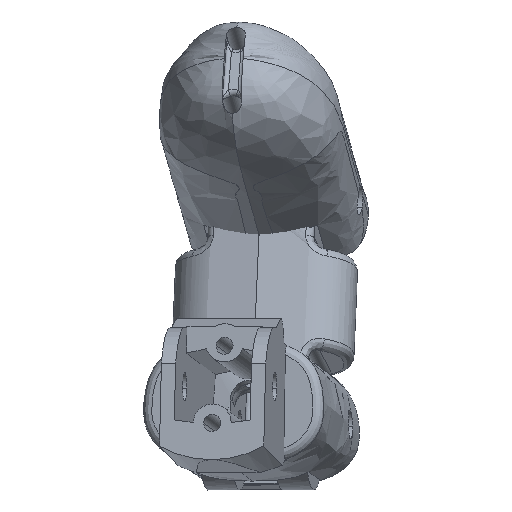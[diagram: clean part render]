
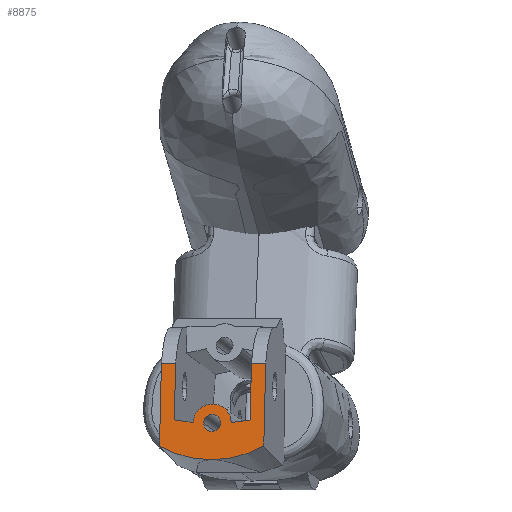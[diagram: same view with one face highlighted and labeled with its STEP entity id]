
A CAD part, top view. The second image highlights one B-rep face of the part: STEP entity #8875.
In plain terms, the highlighted face is planar.
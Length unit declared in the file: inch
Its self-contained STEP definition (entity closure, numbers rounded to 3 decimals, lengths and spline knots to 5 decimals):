
#87 = ORIENTED_EDGE ( 'NONE', *, *, #3380, .T. ) ;
#573 = DIRECTION ( 'NONE',  ( 1., 0., 0. ) ) ;
#686 = EDGE_CURVE ( 'NONE', #2384, #7609, #1152, .T. ) ;
#762 = EDGE_CURVE ( 'NONE', #6658, #8000, #5866, .T. ) ;
#970 = EDGE_CURVE ( 'NONE', #6536, #11296, #10611, .T. ) ;
#1115 = CARTESIAN_POINT ( 'NONE',  ( -2.65804, 1.0206, 1.32137 ) ) ;
#1152 = LINE ( 'NONE', #7769, #11242 ) ;
#1299 = EDGE_CURVE ( 'NONE', #2170, #8548, #8307, .T. ) ;
#1315 = ORIENTED_EDGE ( 'NONE', *, *, #1299, .F. ) ;
#1341 = LINE ( 'NONE', #7656, #2007 ) ;
#1403 = CARTESIAN_POINT ( 'NONE',  ( -2.91001, 1.26906, 1.33222 ) ) ;
#1700 = CARTESIAN_POINT ( 'NONE',  ( -2.9533, 1.26728, 1.33214 ) ) ;
#1751 = CARTESIAN_POINT ( 'NONE',  ( -2.65804, 1.36494, 1.3364 ) ) ;
#1755 = CARTESIAN_POINT ( 'NONE',  ( -2.7171, 1.0206, 1.32137 ) ) ;
#1939 = CARTESIAN_POINT ( 'NONE',  ( -3.00617, 1.26253, 1.33193 ) ) ;
#1997 = ORIENTED_EDGE ( 'NONE', *, *, #5052, .F. ) ;
#2007 = VECTOR ( 'NONE', #573, 39.37008 ) ;
#2170 = VERTEX_POINT ( 'NONE', #1755 ) ;
#2271 = DIRECTION ( 'NONE',  ( 0., 0.999, 0.044 ) ) ;
#2318 = ORIENTED_EDGE ( 'NONE', *, *, #2634, .T. ) ;
#2374 = EDGE_LOOP ( 'NONE', ( #3075, #2318, #4957, #1315, #10506, #12807, #7224, #8201, #5671, #87, #3026 ) ) ;
#2384 = VERTEX_POINT ( 'NONE', #11294 ) ;
#2519 = VERTEX_POINT ( 'NONE', #5113 ) ;
#2634 = EDGE_CURVE ( 'NONE', #11296, #9733, #4142, .T. ) ;
#2649 = CARTESIAN_POINT ( 'NONE',  ( -2.79586, 1.26727, 1.33214 ) ) ;
#2905 = EDGE_CURVE ( 'NONE', #9733, #8548, #12800, .T. ) ;
#2923 = CIRCLE ( 'NONE', #8438, 0.44051 ) ;
#3026 = ORIENTED_EDGE ( 'NONE', *, *, #10782, .F. ) ;
#3075 = ORIENTED_EDGE ( 'NONE', *, *, #970, .T. ) ;
#3220 = EDGE_CURVE ( 'NONE', #7609, #8837, #8787, .T. ) ;
#3233 = CARTESIAN_POINT ( 'NONE',  ( -2.87458, 0.98168, 1.31967 ) ) ;
#3380 = EDGE_CURVE ( 'NONE', #2384, #10916, #11237, .T. ) ;
#3494 = LINE ( 'NONE', #4152, #8353 ) ;
#3982 = CARTESIAN_POINT ( 'NONE',  ( -2.97977, 1.26559, 1.33206 ) ) ;
#4142 =( BOUNDED_CURVE ( )  B_SPLINE_CURVE ( 3, ( #1700, #11056, #13162, #2649 ),
 .UNSPECIFIED., .F., .F. ) 
 B_SPLINE_CURVE_WITH_KNOTS ( ( 4, 4 ),
 ( 4.73499, 7.8313 ),
 .UNSPECIFIED. ) 
 CURVE ( )  GEOMETRIC_REPRESENTATION_ITEM ( )  RATIONAL_B_SPLINE_CURVE ( ( 1., 0.348, 0.348, 1. ) ) 
 REPRESENTATION_ITEM ( '' )  );
#4152 = CARTESIAN_POINT ( 'NONE',  ( -3.03206, 1.0206, 1.32137 ) ) ;
#4444 = CARTESIAN_POINT ( 'NONE',  ( -2.91001, 1.33993, 1.33531 ) ) ;
#4532 = CARTESIAN_POINT ( 'NONE',  ( -3.09111, 1.0206, 1.32137 ) ) ;
#4588 = EDGE_CURVE ( 'NONE', #8837, #8000, #2923, .T. ) ;
#4674 = DIRECTION ( 'NONE',  ( 0., 0.044, -0.999 ) ) ;
#4957 = ORIENTED_EDGE ( 'NONE', *, *, #2905, .T. ) ;
#5052 = EDGE_CURVE ( 'NONE', #2519, #10307, #11803, .T. ) ;
#5061 = CARTESIAN_POINT ( 'NONE',  ( -2.83914, 1.19819, 1.32912 ) ) ;
#5113 = CARTESIAN_POINT ( 'NONE',  ( -2.83914, 1.26906, 1.33222 ) ) ;
#5140 =( BOUNDED_CURVE ( )  B_SPLINE_CURVE ( 3, ( #7179, #13444, #5061, #8144 ),
 .UNSPECIFIED., .F., .F. ) 
 B_SPLINE_CURVE_WITH_KNOTS ( ( 4, 4 ),
 ( 4.71239, 7.85398 ),
 .UNSPECIFIED. ) 
 CURVE ( )  GEOMETRIC_REPRESENTATION_ITEM ( )  RATIONAL_B_SPLINE_CURVE ( ( 1., 0.333, 0.333, 1. ) ) 
 REPRESENTATION_ITEM ( '' )  );
#5230 = CARTESIAN_POINT ( 'NONE',  ( -2.9533, 1.26728, 1.33214 ) ) ;
#5382 = CARTESIAN_POINT ( 'NONE',  ( -2.83914, 1.33993, 1.33531 ) ) ;
#5514 = DIRECTION ( 'NONE',  ( 0., 0.999, 0.044 ) ) ;
#5637 = DIRECTION ( 'NONE',  ( 0., 0.044, -0.999 ) ) ;
#5671 = ORIENTED_EDGE ( 'NONE', *, *, #686, .F. ) ;
#5847 = CARTESIAN_POINT ( 'NONE',  ( -2.7171, 1.25669, 1.33168 ) ) ;
#5851 = VECTOR ( 'NONE', #6225, 39.37008 ) ;
#5866 = LINE ( 'NONE', #13159, #12869 ) ;
#5912 = DIRECTION ( 'NONE',  ( 0., 0.999, 0.044 ) ) ;
#6225 = DIRECTION ( 'NONE',  ( 1., 0., 0. ) ) ;
#6499 = CARTESIAN_POINT ( 'NONE',  ( -2.7171, 1.0206, 1.32137 ) ) ;
#6536 = VERTEX_POINT ( 'NONE', #11302 ) ;
#6547 = CARTESIAN_POINT ( 'NONE',  ( -2.91001, 1.26906, 1.33222 ) ) ;
#6658 = VERTEX_POINT ( 'NONE', #1115 ) ;
#6723 = CARTESIAN_POINT ( 'NONE',  ( -2.79586, 1.26727, 1.33214 ) ) ;
#7179 = CARTESIAN_POINT ( 'NONE',  ( -2.91001, 1.26906, 1.33222 ) ) ;
#7224 = ORIENTED_EDGE ( 'NONE', *, *, #4588, .F. ) ;
#7609 = VERTEX_POINT ( 'NONE', #8530 ) ;
#7656 = CARTESIAN_POINT ( 'NONE',  ( -3.09111, 1.0206, 1.32137 ) ) ;
#7737 = DIRECTION ( 'NONE',  ( 0., 0.999, 0.044 ) ) ;
#7769 = CARTESIAN_POINT ( 'NONE',  ( -3.09111, 1.0206, 1.32137 ) ) ;
#7843 = CARTESIAN_POINT ( 'NONE',  ( -2.74302, 1.26254, 1.33193 ) ) ;
#7893 = ORIENTED_EDGE ( 'NONE', *, *, #9623, .F. ) ;
#8000 = VERTEX_POINT ( 'NONE', #1751 ) ;
#8144 = CARTESIAN_POINT ( 'NONE',  ( -2.83914, 1.26906, 1.33222 ) ) ;
#8152 = CARTESIAN_POINT ( 'NONE',  ( -3.03206, 1.25669, 1.33168 ) ) ;
#8201 = ORIENTED_EDGE ( 'NONE', *, *, #3220, .F. ) ;
#8307 = LINE ( 'NONE', #6499, #9282 ) ;
#8353 = VECTOR ( 'NONE', #10442, 39.37008 ) ;
#8438 = AXIS2_PLACEMENT_3D ( 'NONE', #3233, #12628, #2271 ) ;
#8530 = CARTESIAN_POINT ( 'NONE',  ( -3.09111, 1.36494, 1.3364 ) ) ;
#8548 = VERTEX_POINT ( 'NONE', #10518 ) ;
#8552 = DIRECTION ( 'NONE',  ( 0., 0.999, 0.044 ) ) ;
#8643 = CARTESIAN_POINT ( 'NONE',  ( -2.87458, 0.98168, 1.31967 ) ) ;
#8787 = CIRCLE ( 'NONE', #9639, 0.44051 ) ;
#8832 = FACE_BOUND ( 'NONE', #10554, .T. ) ;
#8837 = VERTEX_POINT ( 'NONE', #10257 ) ;
#8875 = ADVANCED_FACE ( 'NONE', ( #9162, #8832 ), #9777, .F. ) ;
#9004 = DIRECTION ( 'NONE',  ( 0., 0.999, 0.044 ) ) ;
#9063 = CARTESIAN_POINT ( 'NONE',  ( -2.9533, 1.26728, 1.33214 ) ) ;
#9162 = FACE_OUTER_BOUND ( 'NONE', #2374, .T. ) ;
#9282 = VECTOR ( 'NONE', #8552, 39.37008 ) ;
#9482 = CARTESIAN_POINT ( 'NONE',  ( -3.09111, 1.0206, 1.32137 ) ) ;
#9526 = CARTESIAN_POINT ( 'NONE',  ( -3.03206, 1.0206, 1.32137 ) ) ;
#9623 = EDGE_CURVE ( 'NONE', #10307, #2519, #5140, .T. ) ;
#9639 = AXIS2_PLACEMENT_3D ( 'NONE', #8643, #5637, #7737 ) ;
#9733 = VERTEX_POINT ( 'NONE', #6723 ) ;
#9777 = PLANE ( 'NONE',  #11573 ) ;
#10257 = CARTESIAN_POINT ( 'NONE',  ( -2.87458, 1.42177, 1.33888 ) ) ;
#10307 = VERTEX_POINT ( 'NONE', #6547 ) ;
#10442 = DIRECTION ( 'NONE',  ( 0., -0.999, -0.044 ) ) ;
#10506 = ORIENTED_EDGE ( 'NONE', *, *, #12120, .T. ) ;
#10518 = CARTESIAN_POINT ( 'NONE',  ( -2.7171, 1.25669, 1.33168 ) ) ;
#10554 = EDGE_LOOP ( 'NONE', ( #7893, #1997 ) ) ;
#10611 = B_SPLINE_CURVE_WITH_KNOTS ( 'NONE', 3,
 ( #8152, #1939, #3982, #9063 ),
 .UNSPECIFIED., .F., .F.,
 ( 4, 4 ),
 ( 0., 0.00202 ),
 .UNSPECIFIED. ) ;
#10782 = EDGE_CURVE ( 'NONE', #6536, #10916, #3494, .T. ) ;
#10916 = VERTEX_POINT ( 'NONE', #9526 ) ;
#11029 = CARTESIAN_POINT ( 'NONE',  ( -2.76937, 1.26558, 1.33206 ) ) ;
#11056 = CARTESIAN_POINT ( 'NONE',  ( -2.94989, 1.1167, 1.32556 ) ) ;
#11237 = LINE ( 'NONE', #9482, #5851 ) ;
#11242 = VECTOR ( 'NONE', #5912, 39.37008 ) ;
#11294 = CARTESIAN_POINT ( 'NONE',  ( -3.09111, 1.0206, 1.32137 ) ) ;
#11296 = VERTEX_POINT ( 'NONE', #5230 ) ;
#11302 = CARTESIAN_POINT ( 'NONE',  ( -3.03206, 1.25669, 1.33168 ) ) ;
#11573 = AXIS2_PLACEMENT_3D ( 'NONE', #4532, #4674, #5514 ) ;
#11803 =( BOUNDED_CURVE ( )  B_SPLINE_CURVE ( 3, ( #12759, #5382, #4444, #1403 ),
 .UNSPECIFIED., .F., .F. ) 
 B_SPLINE_CURVE_WITH_KNOTS ( ( 4, 4 ),
 ( 1.5708, 4.71239 ),
 .UNSPECIFIED. ) 
 CURVE ( )  GEOMETRIC_REPRESENTATION_ITEM ( )  RATIONAL_B_SPLINE_CURVE ( ( 1., 0.333, 0.333, 1. ) ) 
 REPRESENTATION_ITEM ( '' )  );
#12043 = CARTESIAN_POINT ( 'NONE',  ( -2.79586, 1.26727, 1.33214 ) ) ;
#12120 = EDGE_CURVE ( 'NONE', #2170, #6658, #1341, .T. ) ;
#12628 = DIRECTION ( 'NONE',  ( 0., 0.044, -0.999 ) ) ;
#12759 = CARTESIAN_POINT ( 'NONE',  ( -2.83914, 1.26906, 1.33222 ) ) ;
#12800 = B_SPLINE_CURVE_WITH_KNOTS ( 'NONE', 3,
 ( #12043, #11029, #7843, #5847 ),
 .UNSPECIFIED., .F., .F.,
 ( 4, 4 ),
 ( 0.002, 0.00402 ),
 .UNSPECIFIED. ) ;
#12807 = ORIENTED_EDGE ( 'NONE', *, *, #762, .T. ) ;
#12869 = VECTOR ( 'NONE', #9004, 39.37008 ) ;
#13159 = CARTESIAN_POINT ( 'NONE',  ( -2.65804, 1.0206, 1.32137 ) ) ;
#13162 = CARTESIAN_POINT ( 'NONE',  ( -2.79927, 1.11669, 1.32556 ) ) ;
#13444 = CARTESIAN_POINT ( 'NONE',  ( -2.91001, 1.19819, 1.32912 ) ) ;
